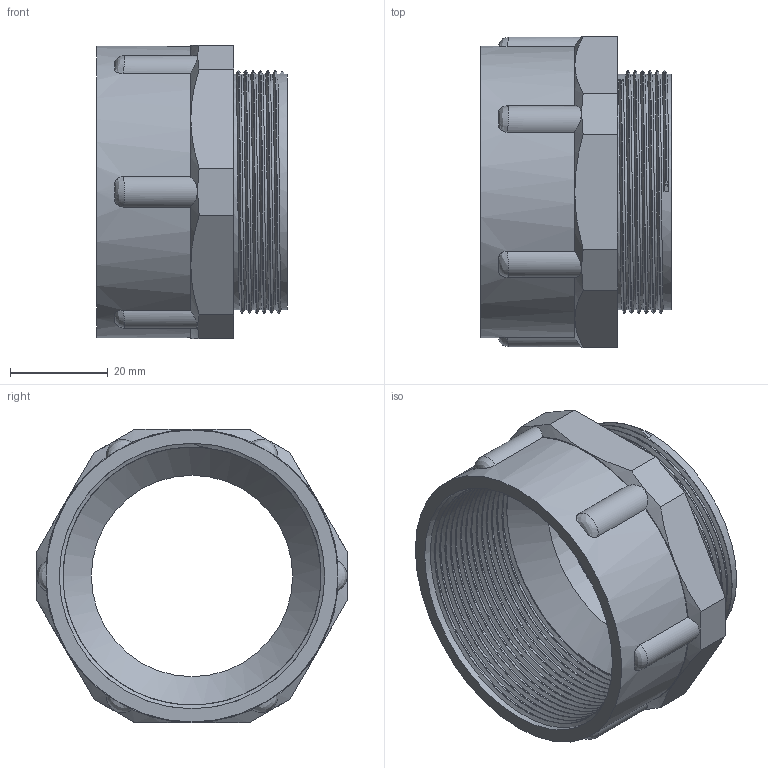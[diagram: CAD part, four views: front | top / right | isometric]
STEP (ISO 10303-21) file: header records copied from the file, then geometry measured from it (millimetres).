
FILE_DESCRIPTION(/* description */ ('Adapter sechskant M 50x1,5 / PG 42'),/* implementation_level */ '2;1');
FILE_NAME(/* name */ '11075042-RST.stp',/* time_stamp */ '2020-05-04T13:46:17+02:00',/* author */ ('sl'),/* organization */ (''),/* preprocessor_version */ 'ST-DEVELOPER v16.5',/* originating_system */ 'Autodesk Inventor 2017',/* authorisation */ '');
FILE_SCHEMA (('AUTOMOTIVE_DESIGN { 1 0 10303 214 3 1 1 }'));
Length unit declared in the file: millimetre
Products named in the file (1): 11075042
Bounding box: 39 x 63.7 x 60 mm (x, y, z)
Volume: 25366 mm3; surface area: 18866.7 mm2
Topology: 1 solids, 1 shells, 79 faces, 227 edges, 152 vertices
Faces by surface type: cylinder 35, plane 26, bspline 10, cone 7, torus 1
Full cylindrical faces by diameter (mm): 41.2 x1, 41.62 x1, 48.258 x6, 54.322 x14, 59.75 x1
Entity records: 6688 total; most frequent: CARTESIAN_POINT 5278, ORIENTED_EDGE 314, DIRECTION 247, EDGE_CURVE 157, VERTEX_POINT 109, AXIS2_PLACEMENT_3D 101, EDGE_LOOP 72, FACE_OUTER_BOUND 60
